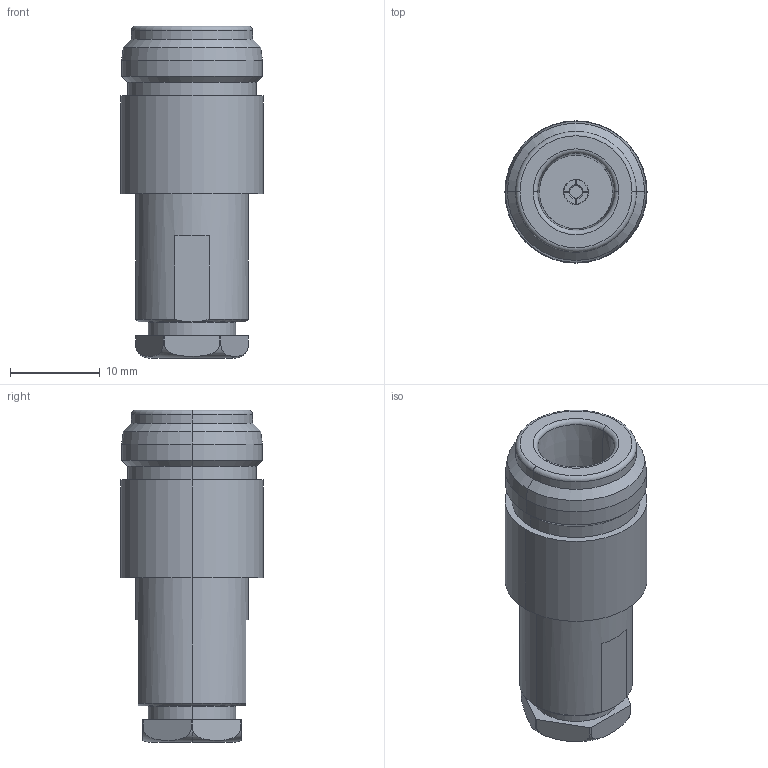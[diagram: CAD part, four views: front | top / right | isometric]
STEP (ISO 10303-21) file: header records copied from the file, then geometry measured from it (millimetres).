
FILE_DESCRIPTION (( 'STEP AP214' ), '1' );
FILE_NAME ('J01021H0021.STEP', '2018-07-17T07:24:52', ( '' ), ( '' ), 'SwSTEP 2.0', 'SolidWorks 2017', '' );
FILE_SCHEMA (( 'AUTOMOTIVE_DESIGN' ));
Length unit declared in the file: millimetre
Products named in the file (1): J01021H0021
Bounding box: 15.85 x 15.85 x 37.02 mm (x, y, z)
Volume: 5207.8 mm3; surface area: 2301.7 mm2
Topology: 1 solids, 1 shells, 88 faces, 202 edges, 126 vertices
Faces by surface type: cylinder 31, plane 30, cone 19, torus 8
Entity records: 3626 total; most frequent: CARTESIAN_POINT 635, DIRECTION 444, ORIENTED_EDGE 404, EDGE_CURVE 202, AXIS2_PLACEMENT_3D 179, VERTEX_POINT 126, EDGE_LOOP 98, CIRCLE 90
